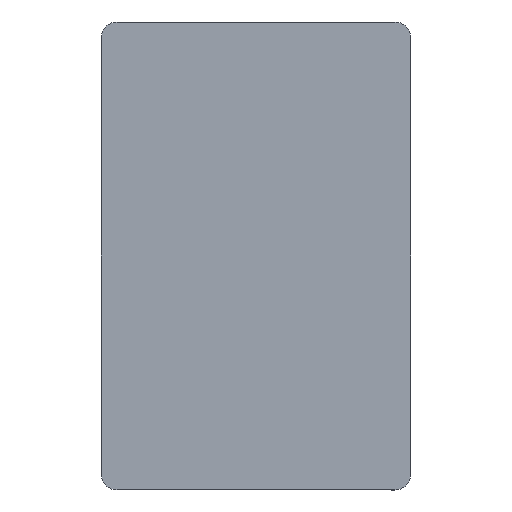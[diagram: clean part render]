
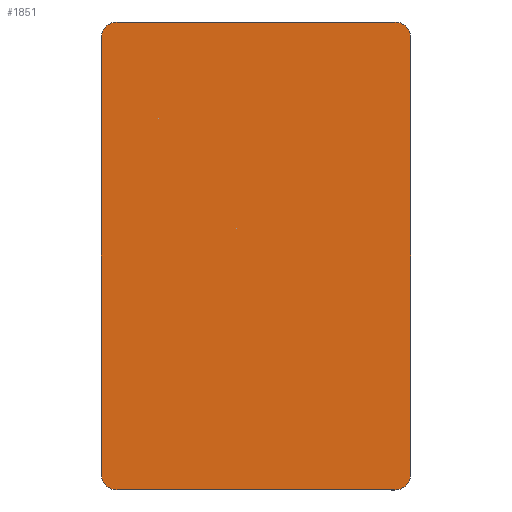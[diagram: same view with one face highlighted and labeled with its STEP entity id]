
A CAD part, front view. The second image highlights one B-rep face of the part: STEP entity #1851.
In plain terms, the highlighted face is planar.
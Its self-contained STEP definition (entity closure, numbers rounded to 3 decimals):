
#30 = CARTESIAN_POINT ( 'NONE',  ( 59., -35., 0. ) ) ;
#242 = ORIENTED_EDGE ( 'NONE', *, *, #1599, .T. ) ;
#244 = CARTESIAN_POINT ( 'NONE',  ( -55., -35., 0. ) ) ;
#256 = CIRCLE ( 'NONE', #1597, 4. ) ;
#356 = DIRECTION ( 'NONE',  ( 0., 0., -1. ) ) ;
#619 = DIRECTION ( 'NONE',  ( 0., 0., -1. ) ) ;
#644 = CARTESIAN_POINT ( 'NONE',  ( 55., -39., 0. ) ) ;
#778 = VECTOR ( 'NONE', #4197, 1000. ) ;
#1100 = FACE_OUTER_BOUND ( 'NONE', #3773, .T. ) ;
#1193 = VECTOR ( 'NONE', #2021, 1000. ) ;
#1318 = CARTESIAN_POINT ( 'NONE',  ( -55., 35., 0. ) ) ;
#1468 = VERTEX_POINT ( 'NONE', #3885 ) ;
#1491 = CARTESIAN_POINT ( 'NONE',  ( -59., -39., 0. ) ) ;
#1583 = CARTESIAN_POINT ( 'NONE',  ( 59., -39., 0. ) ) ;
#1597 = AXIS2_PLACEMENT_3D ( 'NONE', #1318, #3323, #3463 ) ;
#1599 = EDGE_CURVE ( 'NONE', #6578, #1468, #256, .T. ) ;
#1776 = CIRCLE ( 'NONE', #3901, 4. ) ;
#1851 = ADVANCED_FACE ( 'NONE', ( #1100 ), #6000, .T. ) ;
#1879 = ORIENTED_EDGE ( 'NONE', *, *, #4030, .F. ) ;
#2000 = CARTESIAN_POINT ( 'NONE',  ( -59., 39., 0. ) ) ;
#2021 = DIRECTION ( 'NONE',  ( 1., 0., 0. ) ) ;
#2095 = LINE ( 'NONE', #2623, #2908 ) ;
#2147 = ORIENTED_EDGE ( 'NONE', *, *, #6584, .T. ) ;
#2311 = CARTESIAN_POINT ( 'NONE',  ( -55., -39., 0. ) ) ;
#2508 = AXIS2_PLACEMENT_3D ( 'NONE', #244, #4990, #2765 ) ;
#2617 = AXIS2_PLACEMENT_3D ( 'NONE', #3243, #4865, #2743 ) ;
#2621 = LINE ( 'NONE', #1491, #1193 ) ;
#2623 = CARTESIAN_POINT ( 'NONE',  ( -59., -39., 0. ) ) ;
#2692 = VERTEX_POINT ( 'NONE', #4438 ) ;
#2743 = DIRECTION ( 'NONE',  ( -1., 0., 0. ) ) ;
#2765 = DIRECTION ( 'NONE',  ( -1., 0., 0. ) ) ;
#2768 = EDGE_CURVE ( 'NONE', #5316, #1468, #4640, .T. ) ;
#2855 = DIRECTION ( 'NONE',  ( -1., 0., 0. ) ) ;
#2864 = CARTESIAN_POINT ( 'NONE',  ( -59., 35., 0. ) ) ;
#2908 = VECTOR ( 'NONE', #4740, 1000. ) ;
#2999 = CIRCLE ( 'NONE', #2508, 4. ) ;
#3243 = CARTESIAN_POINT ( 'NONE',  ( 0., 0., 0. ) ) ;
#3323 = DIRECTION ( 'NONE',  ( 0., 0., -1. ) ) ;
#3419 = CARTESIAN_POINT ( 'NONE',  ( 55., -35., 0. ) ) ;
#3463 = DIRECTION ( 'NONE',  ( -1., 0., 0. ) ) ;
#3465 = EDGE_CURVE ( 'NONE', #6578, #2692, #2095, .T. ) ;
#3476 = VERTEX_POINT ( 'NONE', #6123 ) ;
#3528 = VERTEX_POINT ( 'NONE', #2311 ) ;
#3554 = CIRCLE ( 'NONE', #4216, 4. ) ;
#3773 = EDGE_LOOP ( 'NONE', ( #4668, #4699, #1879, #4521, #4135, #2147, #6749, #242 ) ) ;
#3885 = CARTESIAN_POINT ( 'NONE',  ( -55., 39., 0. ) ) ;
#3901 = AXIS2_PLACEMENT_3D ( 'NONE', #6741, #356, #4171 ) ;
#4030 = EDGE_CURVE ( 'NONE', #5163, #3476, #6532, .T. ) ;
#4135 = ORIENTED_EDGE ( 'NONE', *, *, #5785, .F. ) ;
#4171 = DIRECTION ( 'NONE',  ( -1., 0., 0. ) ) ;
#4197 = DIRECTION ( 'NONE',  ( -1., 0., 0. ) ) ;
#4216 = AXIS2_PLACEMENT_3D ( 'NONE', #3419, #619, #2855 ) ;
#4438 = CARTESIAN_POINT ( 'NONE',  ( -59., -35., 0. ) ) ;
#4450 = EDGE_CURVE ( 'NONE', #5316, #3476, #1776, .T. ) ;
#4521 = ORIENTED_EDGE ( 'NONE', *, *, #5396, .T. ) ;
#4640 = LINE ( 'NONE', #2000, #778 ) ;
#4668 = ORIENTED_EDGE ( 'NONE', *, *, #2768, .F. ) ;
#4699 = ORIENTED_EDGE ( 'NONE', *, *, #4450, .T. ) ;
#4740 = DIRECTION ( 'NONE',  ( 0., -1., 0. ) ) ;
#4865 = DIRECTION ( 'NONE',  ( 0., 0., -1. ) ) ;
#4883 = CARTESIAN_POINT ( 'NONE',  ( 55., 39., 0. ) ) ;
#4990 = DIRECTION ( 'NONE',  ( 0., 0., -1. ) ) ;
#5163 = VERTEX_POINT ( 'NONE', #30 ) ;
#5316 = VERTEX_POINT ( 'NONE', #4883 ) ;
#5396 = EDGE_CURVE ( 'NONE', #5163, #6077, #3554, .T. ) ;
#5785 = EDGE_CURVE ( 'NONE', #3528, #6077, #2621, .T. ) ;
#5966 = DIRECTION ( 'NONE',  ( 0., 1., 0. ) ) ;
#6000 = PLANE ( 'NONE',  #2617 ) ;
#6077 = VERTEX_POINT ( 'NONE', #644 ) ;
#6123 = CARTESIAN_POINT ( 'NONE',  ( 59., 35., 0. ) ) ;
#6246 = VECTOR ( 'NONE', #5966, 1000. ) ;
#6532 = LINE ( 'NONE', #1583, #6246 ) ;
#6578 = VERTEX_POINT ( 'NONE', #2864 ) ;
#6584 = EDGE_CURVE ( 'NONE', #3528, #2692, #2999, .T. ) ;
#6741 = CARTESIAN_POINT ( 'NONE',  ( 55., 35., 0. ) ) ;
#6749 = ORIENTED_EDGE ( 'NONE', *, *, #3465, .F. ) ;
